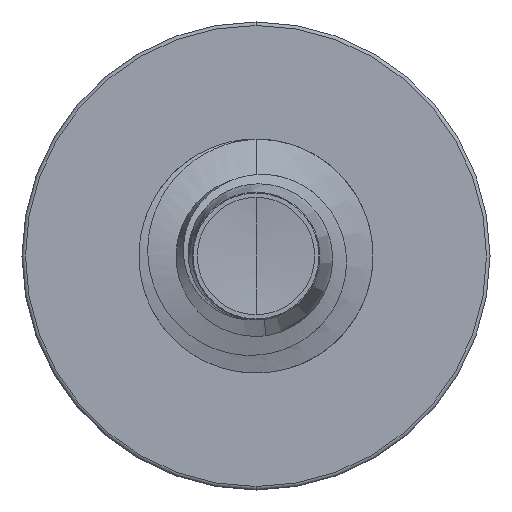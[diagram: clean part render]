
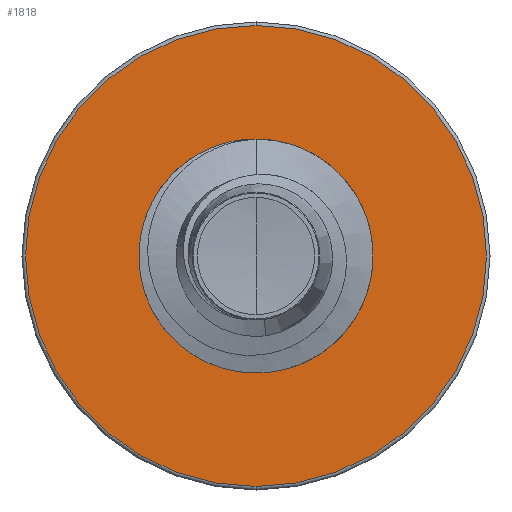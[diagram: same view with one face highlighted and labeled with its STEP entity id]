
A CAD part, front view. The second image highlights one B-rep face of the part: STEP entity #1818.
In plain terms, the highlighted planar face has unit normal (0, -1, 0).
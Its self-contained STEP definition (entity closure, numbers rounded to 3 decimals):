
#328 = EDGE_CURVE ( 'NONE', #7387, #6621, #9795, .T. ) ;
#1818 = ADVANCED_FACE ( 'NONE', ( #11580, #8828 ), #6768, .F. ) ;
#2564 = CARTESIAN_POINT ( 'NONE',  ( 0., 5., -1.989 ) ) ;
#2601 = DIRECTION ( 'NONE',  ( 0., 0., 1. ) ) ;
#2603 = DIRECTION ( 'NONE',  ( 0., 1., 0. ) ) ;
#2647 = CIRCLE ( 'NONE', #3218, 3.94 ) ;
#2666 = CARTESIAN_POINT ( 'NONE',  ( 0., 5., 0. ) ) ;
#3218 = AXIS2_PLACEMENT_3D ( 'NONE', #6549, #6521, #6519 ) ;
#3253 = DIRECTION ( 'NONE',  ( 0., 0., 1. ) ) ;
#3269 = DIRECTION ( 'NONE',  ( 0., 1., 0. ) ) ;
#3289 = CARTESIAN_POINT ( 'NONE',  ( 0., 5., 0. ) ) ;
#4164 = AXIS2_PLACEMENT_3D ( 'NONE', #2666, #2603, #2601 ) ;
#4636 = DIRECTION ( 'NONE',  ( 0., 0., 1. ) ) ;
#4715 = AXIS2_PLACEMENT_3D ( 'NONE', #3289, #3269, #3253 ) ;
#4879 = VERTEX_POINT ( 'NONE', #5743 ) ;
#5582 = AXIS2_PLACEMENT_3D ( 'NONE', #2564, #11482, #4636 ) ;
#5743 = CARTESIAN_POINT ( 'NONE',  ( 0., 5., 3.94 ) ) ;
#6030 = EDGE_LOOP ( 'NONE', ( #10883, #7966 ) ) ;
#6519 = DIRECTION ( 'NONE',  ( 0., 0., 1. ) ) ;
#6521 = DIRECTION ( 'NONE',  ( 0., 1., 0. ) ) ;
#6549 = CARTESIAN_POINT ( 'NONE',  ( 0., 5., 0. ) ) ;
#6621 = VERTEX_POINT ( 'NONE', #6941 ) ;
#6768 = PLANE ( 'NONE',  #5582 ) ;
#6941 = CARTESIAN_POINT ( 'NONE',  ( 0., 5., 1.989 ) ) ;
#7387 = VERTEX_POINT ( 'NONE', #8399 ) ;
#7619 = DIRECTION ( 'NONE',  ( 0., 0., 1. ) ) ;
#7966 = ORIENTED_EDGE ( 'NONE', *, *, #328, .T. ) ;
#8399 = CARTESIAN_POINT ( 'NONE',  ( 0., 5., -1.989 ) ) ;
#8828 = FACE_BOUND ( 'NONE', #6030, .T. ) ;
#9115 = CARTESIAN_POINT ( 'NONE',  ( 0., 5., -3.94 ) ) ;
#9172 = CIRCLE ( 'NONE', #4164, 3.94 ) ;
#9315 = AXIS2_PLACEMENT_3D ( 'NONE', #11261, #10254, #7619 ) ;
#9795 = CIRCLE ( 'NONE', #9315, 1.989 ) ;
#9981 = EDGE_CURVE ( 'NONE', #6621, #7387, #11465, .T. ) ;
#10219 = EDGE_CURVE ( 'NONE', #4879, #10961, #9172, .T. ) ;
#10254 = DIRECTION ( 'NONE',  ( 0., 1., 0. ) ) ;
#10288 = EDGE_LOOP ( 'NONE', ( #10698, #10726 ) ) ;
#10542 = EDGE_CURVE ( 'NONE', #10961, #4879, #2647, .T. ) ;
#10698 = ORIENTED_EDGE ( 'NONE', *, *, #10219, .F. ) ;
#10726 = ORIENTED_EDGE ( 'NONE', *, *, #10542, .F. ) ;
#10883 = ORIENTED_EDGE ( 'NONE', *, *, #9981, .T. ) ;
#10961 = VERTEX_POINT ( 'NONE', #9115 ) ;
#11261 = CARTESIAN_POINT ( 'NONE',  ( 0., 5., 0. ) ) ;
#11465 = CIRCLE ( 'NONE', #4715, 1.989 ) ;
#11482 = DIRECTION ( 'NONE',  ( 0., 1., 0. ) ) ;
#11580 = FACE_OUTER_BOUND ( 'NONE', #10288, .T. ) ;
